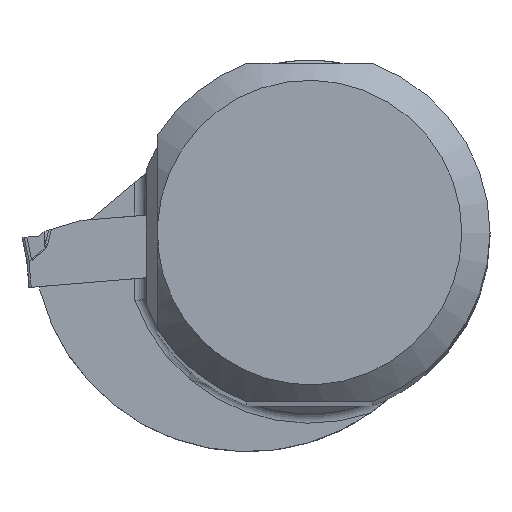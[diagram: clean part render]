
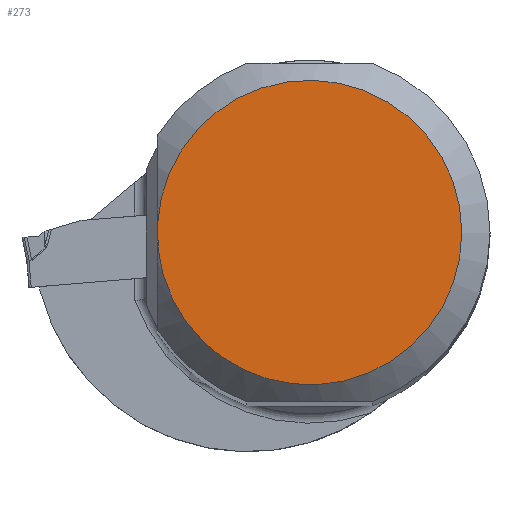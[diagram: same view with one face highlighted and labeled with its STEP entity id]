
A CAD part, top view. The second image highlights one B-rep face of the part: STEP entity #273.
In plain terms, the highlighted planar face has unit normal (0, 0, 1).
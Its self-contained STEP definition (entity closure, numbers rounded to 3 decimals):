
#213=CIRCLE('',#2227,13.5);
#273=ADVANCED_FACE('TB_BL_N10_SU6',(#434),#375,.T.);
#375=PLANE('',#2231);
#434=FACE_OUTER_BOUND('',#552,.T.);
#552=EDGE_LOOP('',(#1108));
#1108=ORIENTED_EDGE('',*,*,#1845,.T.);
#1623=VERTEX_POINT('',#3219);
#1845=EDGE_CURVE('',#1623,#1623,#213,.T.);
#2227=AXIS2_PLACEMENT_3D('',#3218,#2530,#2531);
#2231=AXIS2_PLACEMENT_3D('',#3303,#2538,#2539);
#2530=DIRECTION('',(0.,0.,1.));
#2531=DIRECTION('',(1.,0.,0.));
#2538=DIRECTION('',(0.,0.,1.));
#2539=DIRECTION('',(1.,0.,0.));
#3218=CARTESIAN_POINT('',(0.,0.,0.));
#3219=CARTESIAN_POINT('',(13.5,0.,0.));
#3303=CARTESIAN_POINT('',(0.,0.,0.));
